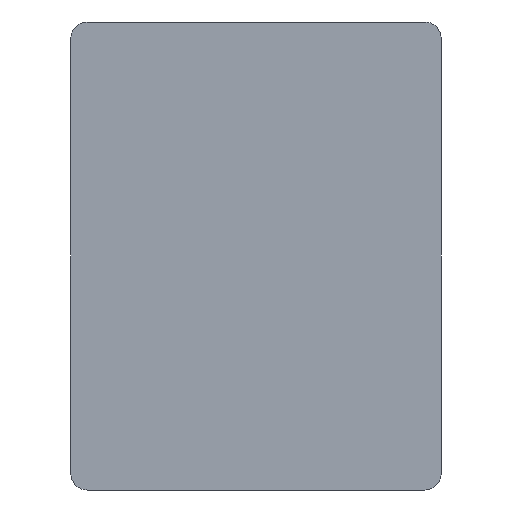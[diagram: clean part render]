
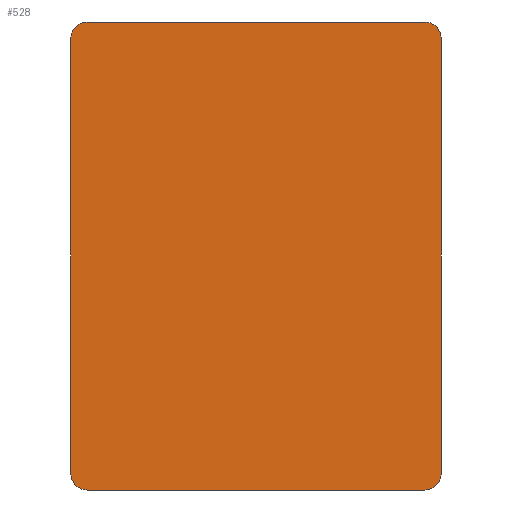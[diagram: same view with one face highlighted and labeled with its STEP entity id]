
A CAD part, left-side view. The second image highlights one B-rep face of the part: STEP entity #528.
In plain terms, the highlighted planar face has unit normal (-1, 0, 0).
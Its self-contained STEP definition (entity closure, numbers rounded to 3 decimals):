
#37=ELLIPSE('',#588,7.002,7.);
#38=ELLIPSE('',#589,7.002,7.);
#39=ELLIPSE('',#590,7.002,7.);
#40=ELLIPSE('',#591,7.002,7.);
#125=ORIENTED_EDGE('',*,*,#265,.F.);
#126=ORIENTED_EDGE('',*,*,#266,.T.);
#127=ORIENTED_EDGE('',*,*,#267,.F.);
#128=ORIENTED_EDGE('',*,*,#268,.T.);
#129=ORIENTED_EDGE('',*,*,#269,.F.);
#130=ORIENTED_EDGE('',*,*,#270,.T.);
#131=ORIENTED_EDGE('',*,*,#271,.F.);
#132=ORIENTED_EDGE('',*,*,#272,.T.);
#265=EDGE_CURVE('',#343,#344,#385,.F.);
#266=EDGE_CURVE('',#343,#345,#37,.F.);
#267=EDGE_CURVE('',#346,#345,#386,.F.);
#268=EDGE_CURVE('',#346,#347,#38,.F.);
#269=EDGE_CURVE('',#348,#347,#387,.F.);
#270=EDGE_CURVE('',#348,#349,#39,.F.);
#271=EDGE_CURVE('',#350,#349,#388,.F.);
#272=EDGE_CURVE('',#350,#344,#40,.F.);
#343=VERTEX_POINT('',#903);
#344=VERTEX_POINT('',#904);
#345=VERTEX_POINT('',#906);
#346=VERTEX_POINT('',#908);
#347=VERTEX_POINT('',#910);
#348=VERTEX_POINT('',#912);
#349=VERTEX_POINT('',#914);
#350=VERTEX_POINT('',#916);
#385=LINE('',#902,#417);
#386=LINE('',#907,#418);
#387=LINE('',#911,#419);
#388=LINE('',#915,#420);
#417=VECTOR('',#658,1000.);
#418=VECTOR('',#661,1000.);
#419=VECTOR('',#664,1000.);
#420=VECTOR('',#667,1000.);
#449=EDGE_LOOP('',(#125,#126,#127,#128,#129,#130,#131,#132));
#484=FACE_BOUND('',#449,.T.);
#515=PLANE('',#587);
#528=ADVANCED_FACE('',(#484),#515,.F.);
#587=AXIS2_PLACEMENT_3D('',#901,#656,#657);
#588=AXIS2_PLACEMENT_3D('',#905,#659,#660);
#589=AXIS2_PLACEMENT_3D('',#909,#662,#663);
#590=AXIS2_PLACEMENT_3D('',#913,#665,#666);
#591=AXIS2_PLACEMENT_3D('',#917,#668,#669);
#656=DIRECTION('',(1.,0.,0.));
#657=DIRECTION('',(0.,1.,0.));
#658=DIRECTION('',(0.,1.,0.));
#659=DIRECTION('',(1.,0.,0.));
#660=DIRECTION('',(0.,0.707,0.707));
#661=DIRECTION('',(0.,0.,-1.));
#662=DIRECTION('',(1.,0.,0.));
#663=DIRECTION('',(0.,0.707,-0.707));
#664=DIRECTION('',(0.,-1.,0.));
#665=DIRECTION('',(1.,0.,0.));
#666=DIRECTION('',(0.,-0.707,-0.707));
#667=DIRECTION('',(0.,0.,1.));
#668=DIRECTION('',(1.,0.,0.));
#669=DIRECTION('',(0.,-0.707,0.707));
#901=CARTESIAN_POINT('',(0.2,-77.8,-98.3));
#902=CARTESIAN_POINT('',(0.2,0.,98.3));
#903=CARTESIAN_POINT('',(0.2,70.801,98.3));
#904=CARTESIAN_POINT('',(0.2,-70.801,98.3));
#905=CARTESIAN_POINT('',(0.2,70.799,91.299));
#906=CARTESIAN_POINT('',(0.2,77.8,91.301));
#907=CARTESIAN_POINT('',(0.2,77.8,0.));
#908=CARTESIAN_POINT('',(0.2,77.8,-91.301));
#909=CARTESIAN_POINT('',(0.2,70.799,-91.299));
#910=CARTESIAN_POINT('',(0.2,70.801,-98.3));
#911=CARTESIAN_POINT('',(0.2,0.,-98.3));
#912=CARTESIAN_POINT('',(0.2,-70.801,-98.3));
#913=CARTESIAN_POINT('',(0.2,-70.799,-91.299));
#914=CARTESIAN_POINT('',(0.2,-77.8,-91.301));
#915=CARTESIAN_POINT('',(0.2,-77.8,0.));
#916=CARTESIAN_POINT('',(0.2,-77.8,91.301));
#917=CARTESIAN_POINT('',(0.2,-70.799,91.299));
